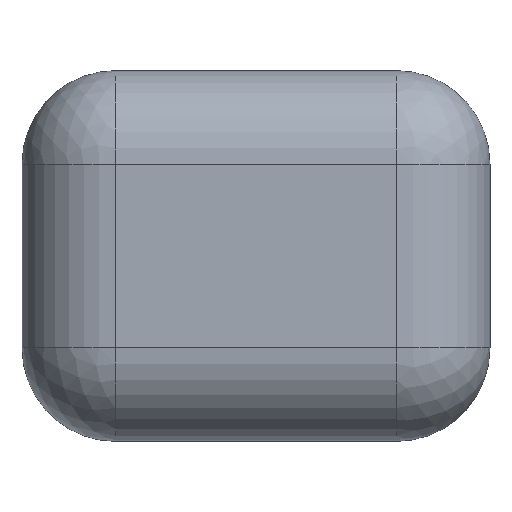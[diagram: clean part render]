
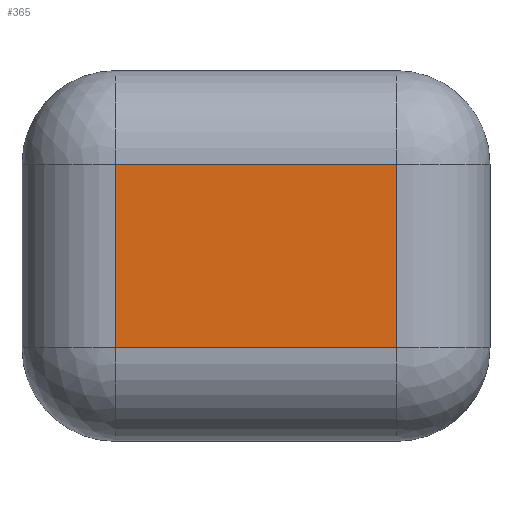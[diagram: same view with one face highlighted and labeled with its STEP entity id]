
A CAD part, left-side view. The second image highlights one B-rep face of the part: STEP entity #365.
In plain terms, the highlighted planar face has unit normal (-1, 0, 0).
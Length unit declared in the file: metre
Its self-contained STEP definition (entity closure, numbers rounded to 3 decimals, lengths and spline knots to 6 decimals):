
#48=DIRECTION('',(0.,-1.,0.));
#49=VECTOR('',#48,0.15);
#50=CARTESIAN_POINT('',(-0.06695,0.075,0.049024));
#51=LINE('',#50,#49);
#52=DIRECTION('',(0.,0.,-1.));
#53=VECTOR('',#52,0.098047);
#54=CARTESIAN_POINT('',(-0.06695,-0.075,0.049024));
#55=LINE('',#54,#53);
#56=DIRECTION('',(0.,1.,0.));
#57=VECTOR('',#56,0.15);
#58=CARTESIAN_POINT('',(-0.06695,-0.075,-0.049024));
#59=LINE('',#58,#57);
#60=DIRECTION('',(0.,0.,-1.));
#61=VECTOR('',#60,0.098047);
#62=CARTESIAN_POINT('',(-0.06695,0.075,0.049024));
#63=LINE('',#62,#61);
#257=CARTESIAN_POINT('',(-0.06695,0.075,0.049024));
#258=CARTESIAN_POINT('',(-0.06695,-0.075,0.049024));
#259=VERTEX_POINT('',#257);
#260=VERTEX_POINT('',#258);
#261=CARTESIAN_POINT('',(-0.06695,0.075,-0.049024));
#262=VERTEX_POINT('',#261);
#263=CARTESIAN_POINT('',(-0.06695,-0.075,-0.049024));
#264=VERTEX_POINT('',#263);
#352=CARTESIAN_POINT('',(-0.06695,0.125,-0.099024));
#353=DIRECTION('',(-1.,0.,0.));
#354=DIRECTION('',(0.,-1.,0.));
#355=AXIS2_PLACEMENT_3D('',#352,#353,#354);
#356=PLANE('',#355);
#358=ORIENTED_EDGE('',*,*,#357,.T.);
#359=ORIENTED_EDGE('',*,*,#319,.T.);
#360=ORIENTED_EDGE('',*,*,#343,.T.);
#362=ORIENTED_EDGE('',*,*,#361,.F.);
#363=EDGE_LOOP('',(#358,#359,#360,#362));
#364=FACE_OUTER_BOUND('',#363,.F.);
#365=ADVANCED_FACE('',(#364),#356,.T.);
#319=EDGE_CURVE('',#260,#264,#55,.T.);
#343=EDGE_CURVE('',#264,#262,#59,.T.);
#357=EDGE_CURVE('',#259,#260,#51,.T.);
#361=EDGE_CURVE('',#259,#262,#63,.T.);
